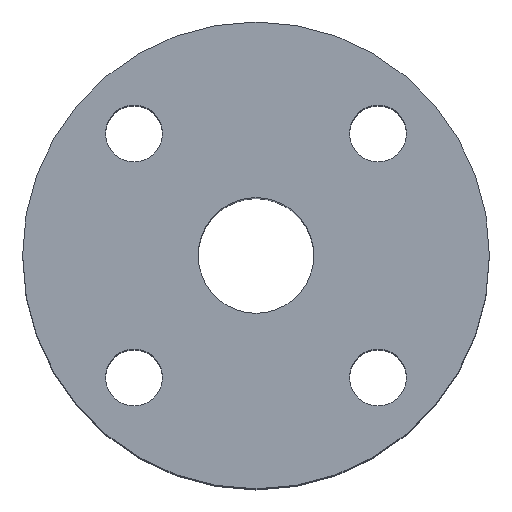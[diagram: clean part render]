
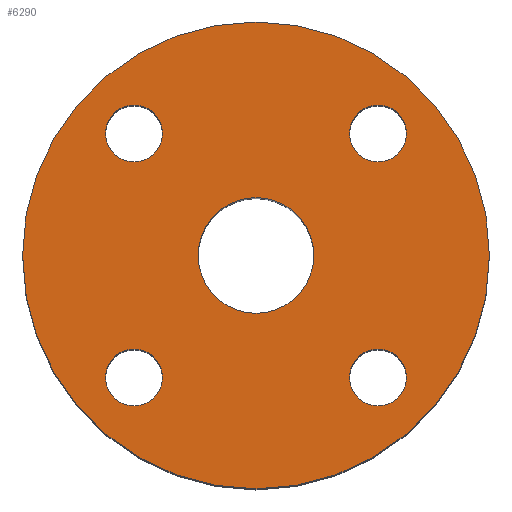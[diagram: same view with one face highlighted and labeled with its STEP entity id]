
A CAD part, top view. The second image highlights one B-rep face of the part: STEP entity #6290.
In plain terms, the highlighted planar face has unit normal (0, 0, 1).
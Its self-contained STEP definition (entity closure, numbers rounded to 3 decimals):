
#182 = DIRECTION ( 'NONE',  ( -1., 0., 0. ) ) ;
#1240 = VERTEX_POINT ( 'NONE', #9618 ) ;
#1988 = VERTEX_POINT ( 'NONE', #11737 ) ;
#2128 = AXIS2_PLACEMENT_3D ( 'NONE', #27601, #25567, #9575 ) ;
#2282 = CARTESIAN_POINT ( 'NONE',  ( -23.052, 30.052, 0. ) ) ;
#2602 = CIRCLE ( 'NONE', #2128, 7. ) ;
#2766 = ORIENTED_EDGE ( 'NONE', *, *, #4991, .F. ) ;
#2836 = AXIS2_PLACEMENT_3D ( 'NONE', #17711, #26741, #11461 ) ;
#2845 = CARTESIAN_POINT ( 'NONE',  ( -30.052, -30.052, 0. ) ) ;
#2964 = EDGE_CURVE ( 'NONE', #8820, #17341, #13967, .T. ) ;
#3226 = PLANE ( 'NONE',  #8150 ) ;
#3298 = DIRECTION ( 'NONE',  ( 0., -1., 0. ) ) ;
#3471 = CARTESIAN_POINT ( 'NONE',  ( -57.5, 0., 0. ) ) ;
#3513 = EDGE_CURVE ( 'NONE', #4756, #23808, #26615, .T. ) ;
#3888 = DIRECTION ( 'NONE',  ( 0., -1., 0. ) ) ;
#4022 = EDGE_CURVE ( 'NONE', #27782, #1988, #17600, .T. ) ;
#4063 = AXIS2_PLACEMENT_3D ( 'NONE', #5371, #18737, #7701 ) ;
#4169 = CARTESIAN_POINT ( 'NONE',  ( -30.052, 30.052, 0. ) ) ;
#4328 = DIRECTION ( 'NONE',  ( 0., 1., 0. ) ) ;
#4517 = CIRCLE ( 'NONE', #15680, 57.5 ) ;
#4756 = VERTEX_POINT ( 'NONE', #24273 ) ;
#4991 = EDGE_CURVE ( 'NONE', #17341, #8820, #11460, .T. ) ;
#5301 = DIRECTION ( 'NONE',  ( 0., 0., 1. ) ) ;
#5347 = CIRCLE ( 'NONE', #25315, 7. ) ;
#5371 = CARTESIAN_POINT ( 'NONE',  ( 0., 0., 0. ) ) ;
#5540 = AXIS2_PLACEMENT_3D ( 'NONE', #28304, #21747, #7931 ) ;
#5928 = ORIENTED_EDGE ( 'NONE', *, *, #20251, .F. ) ;
#6290 = ADVANCED_FACE ( 'NONE', ( #18344, #22718, #24910, #11810, #18770, #11675 ), #3226, .F. ) ;
#7027 = EDGE_LOOP ( 'NONE', ( #26707, #15856 ) ) ;
#7116 = EDGE_CURVE ( 'NONE', #23808, #4756, #5347, .T. ) ;
#7164 = CARTESIAN_POINT ( 'NONE',  ( 37.052, -30.052, 0. ) ) ;
#7473 = VERTEX_POINT ( 'NONE', #10911 ) ;
#7701 = DIRECTION ( 'NONE',  ( 1., 0., 0. ) ) ;
#7733 = AXIS2_PLACEMENT_3D ( 'NONE', #11663, #16164, #11796 ) ;
#7931 = DIRECTION ( 'NONE',  ( 1., 0., 0. ) ) ;
#7975 = EDGE_CURVE ( 'NONE', #20778, #7473, #12030, .T. ) ;
#8150 = AXIS2_PLACEMENT_3D ( 'NONE', #23291, #14128, #14278 ) ;
#8820 = VERTEX_POINT ( 'NONE', #13312 ) ;
#8962 = AXIS2_PLACEMENT_3D ( 'NONE', #11224, #25018, #182 ) ;
#9336 = CIRCLE ( 'NONE', #2836, 57.5 ) ;
#9575 = DIRECTION ( 'NONE',  ( 1., 0., 0. ) ) ;
#9618 = CARTESIAN_POINT ( 'NONE',  ( -14.25, 0., 0. ) ) ;
#10278 = DIRECTION ( 'NONE',  ( 0., 0., 1. ) ) ;
#10911 = CARTESIAN_POINT ( 'NONE',  ( 23.052, 30.052, 0. ) ) ;
#11189 = VERTEX_POINT ( 'NONE', #24145 ) ;
#11224 = CARTESIAN_POINT ( 'NONE',  ( -30.052, -30.052, 0. ) ) ;
#11460 = CIRCLE ( 'NONE', #27705, 7. ) ;
#11461 = DIRECTION ( 'NONE',  ( 1., 0., 0. ) ) ;
#11663 = CARTESIAN_POINT ( 'NONE',  ( 0., 0., 0. ) ) ;
#11675 = FACE_OUTER_BOUND ( 'NONE', #20785, .T. ) ;
#11737 = CARTESIAN_POINT ( 'NONE',  ( -37.052, 30.052, 0. ) ) ;
#11796 = DIRECTION ( 'NONE',  ( 1., 0., 0. ) ) ;
#11810 = FACE_BOUND ( 'NONE', #24810, .T. ) ;
#12030 = CIRCLE ( 'NONE', #5540, 7. ) ;
#12138 = CARTESIAN_POINT ( 'NONE',  ( -23.052, -30.052, 0. ) ) ;
#12205 = DIRECTION ( 'NONE',  ( 1., 0., 0. ) ) ;
#12329 = EDGE_LOOP ( 'NONE', ( #25547, #24938 ) ) ;
#12496 = EDGE_CURVE ( 'NONE', #1240, #19864, #20267, .T. ) ;
#12749 = ORIENTED_EDGE ( 'NONE', *, *, #14929, .T. ) ;
#13312 = CARTESIAN_POINT ( 'NONE',  ( 23.052, -30.052, 0. ) ) ;
#13967 = CIRCLE ( 'NONE', #16289, 7. ) ;
#14128 = DIRECTION ( 'NONE',  ( 0., 0., -1. ) ) ;
#14278 = DIRECTION ( 'NONE',  ( -1., 0., 0. ) ) ;
#14815 = VERTEX_POINT ( 'NONE', #3471 ) ;
#14929 = EDGE_CURVE ( 'NONE', #14815, #11189, #9336, .T. ) ;
#15380 = CARTESIAN_POINT ( 'NONE',  ( -30.052, 30.052, 0. ) ) ;
#15680 = AXIS2_PLACEMENT_3D ( 'NONE', #27630, #18892, #12205 ) ;
#15856 = ORIENTED_EDGE ( 'NONE', *, *, #26132, .F. ) ;
#15958 = ORIENTED_EDGE ( 'NONE', *, *, #20229, .T. ) ;
#16118 = ORIENTED_EDGE ( 'NONE', *, *, #12496, .F. ) ;
#16164 = DIRECTION ( 'NONE',  ( 0., 0., 1. ) ) ;
#16289 = AXIS2_PLACEMENT_3D ( 'NONE', #25407, #23213, #3298 ) ;
#16592 = CIRCLE ( 'NONE', #4063, 14.25 ) ;
#17335 = CIRCLE ( 'NONE', #17809, 7. ) ;
#17341 = VERTEX_POINT ( 'NONE', #7164 ) ;
#17399 = ORIENTED_EDGE ( 'NONE', *, *, #7975, .F. ) ;
#17600 = CIRCLE ( 'NONE', #19459, 7. ) ;
#17711 = CARTESIAN_POINT ( 'NONE',  ( 0., 0., 0. ) ) ;
#17809 = AXIS2_PLACEMENT_3D ( 'NONE', #4169, #21900, #26556 ) ;
#18117 = DIRECTION ( 'NONE',  ( -1., 0., 0. ) ) ;
#18344 = FACE_BOUND ( 'NONE', #28356, .T. ) ;
#18737 = DIRECTION ( 'NONE',  ( 0., 0., 1. ) ) ;
#18770 = FACE_BOUND ( 'NONE', #25871, .T. ) ;
#18892 = DIRECTION ( 'NONE',  ( 0., 0., 1. ) ) ;
#19408 = ORIENTED_EDGE ( 'NONE', *, *, #23550, .F. ) ;
#19459 = AXIS2_PLACEMENT_3D ( 'NONE', #15380, #24255, #4328 ) ;
#19864 = VERTEX_POINT ( 'NONE', #22276 ) ;
#20229 = EDGE_CURVE ( 'NONE', #11189, #14815, #4517, .T. ) ;
#20251 = EDGE_CURVE ( 'NONE', #19864, #1240, #16592, .T. ) ;
#20267 = CIRCLE ( 'NONE', #7733, 14.25 ) ;
#20778 = VERTEX_POINT ( 'NONE', #26650 ) ;
#20785 = EDGE_LOOP ( 'NONE', ( #15958, #12749 ) ) ;
#21391 = ORIENTED_EDGE ( 'NONE', *, *, #2964, .F. ) ;
#21747 = DIRECTION ( 'NONE',  ( 0., 0., 1. ) ) ;
#21900 = DIRECTION ( 'NONE',  ( 0., 0., 1. ) ) ;
#22276 = CARTESIAN_POINT ( 'NONE',  ( 14.25, 0., 0. ) ) ;
#22718 = FACE_BOUND ( 'NONE', #12329, .T. ) ;
#23213 = DIRECTION ( 'NONE',  ( 0., 0., 1. ) ) ;
#23291 = CARTESIAN_POINT ( 'NONE',  ( 0., 14.25, 0. ) ) ;
#23550 = EDGE_CURVE ( 'NONE', #7473, #20778, #2602, .T. ) ;
#23808 = VERTEX_POINT ( 'NONE', #12138 ) ;
#24145 = CARTESIAN_POINT ( 'NONE',  ( 57.5, 0., 0. ) ) ;
#24255 = DIRECTION ( 'NONE',  ( 0., 0., 1. ) ) ;
#24273 = CARTESIAN_POINT ( 'NONE',  ( -37.052, -30.052, 0. ) ) ;
#24810 = EDGE_LOOP ( 'NONE', ( #17399, #19408 ) ) ;
#24910 = FACE_BOUND ( 'NONE', #7027, .T. ) ;
#24938 = ORIENTED_EDGE ( 'NONE', *, *, #3513, .F. ) ;
#25018 = DIRECTION ( 'NONE',  ( 0., 0., 1. ) ) ;
#25315 = AXIS2_PLACEMENT_3D ( 'NONE', #2845, #5301, #18117 ) ;
#25407 = CARTESIAN_POINT ( 'NONE',  ( 30.052, -30.052, 0. ) ) ;
#25547 = ORIENTED_EDGE ( 'NONE', *, *, #7116, .F. ) ;
#25567 = DIRECTION ( 'NONE',  ( 0., 0., 1. ) ) ;
#25871 = EDGE_LOOP ( 'NONE', ( #5928, #16118 ) ) ;
#26132 = EDGE_CURVE ( 'NONE', #1988, #27782, #17335, .T. ) ;
#26556 = DIRECTION ( 'NONE',  ( 0., 1., 0. ) ) ;
#26615 = CIRCLE ( 'NONE', #8962, 7. ) ;
#26650 = CARTESIAN_POINT ( 'NONE',  ( 37.052, 30.052, 0. ) ) ;
#26707 = ORIENTED_EDGE ( 'NONE', *, *, #4022, .F. ) ;
#26741 = DIRECTION ( 'NONE',  ( 0., 0., 1. ) ) ;
#27601 = CARTESIAN_POINT ( 'NONE',  ( 30.052, 30.052, 0. ) ) ;
#27630 = CARTESIAN_POINT ( 'NONE',  ( 0., 0., 0. ) ) ;
#27705 = AXIS2_PLACEMENT_3D ( 'NONE', #28320, #10278, #3888 ) ;
#27782 = VERTEX_POINT ( 'NONE', #2282 ) ;
#28304 = CARTESIAN_POINT ( 'NONE',  ( 30.052, 30.052, 0. ) ) ;
#28320 = CARTESIAN_POINT ( 'NONE',  ( 30.052, -30.052, 0. ) ) ;
#28356 = EDGE_LOOP ( 'NONE', ( #2766, #21391 ) ) ;
